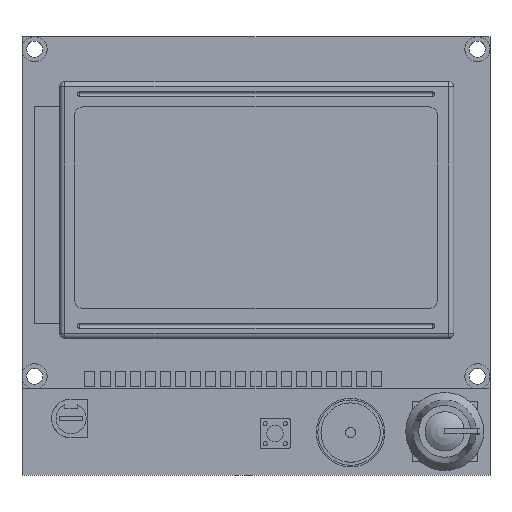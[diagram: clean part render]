
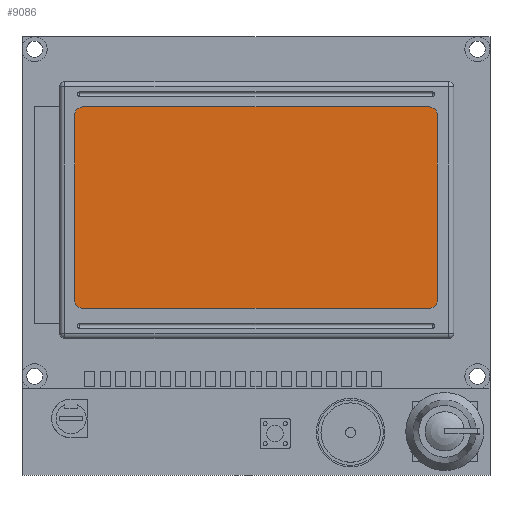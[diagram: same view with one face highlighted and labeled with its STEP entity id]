
A CAD part, top view. The second image highlights one B-rep face of the part: STEP entity #9086.
In plain terms, the highlighted planar face has unit normal (0, 0, 1).
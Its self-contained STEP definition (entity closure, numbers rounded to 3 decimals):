
#221=FACE_OUTER_BOUND('',#749,.T.);
#749=EDGE_LOOP('',(#5974,#5975,#5976,#5977,#5978,#5979,#5980,#5981));
#1337=CIRCLE('',#9606,1.58);
#1338=CIRCLE('',#9609,1.58);
#1339=CIRCLE('',#9612,1.58);
#1340=CIRCLE('',#9615,1.58);
#1574=LINE('',#12884,#2693);
#1577=LINE('',#12892,#2696);
#1580=LINE('',#12900,#2699);
#1583=LINE('',#12907,#2702);
#2693=VECTOR('',#10413,36.839);
#2696=VECTOR('',#10422,68.839);
#2699=VECTOR('',#10431,36.839);
#2702=VECTOR('',#10440,68.839);
#3817=VERTEX_POINT('',#12877);
#3818=VERTEX_POINT('',#12879);
#3819=VERTEX_POINT('',#12883);
#3820=VERTEX_POINT('',#12887);
#3821=VERTEX_POINT('',#12891);
#3822=VERTEX_POINT('',#12895);
#3823=VERTEX_POINT('',#12899);
#3824=VERTEX_POINT('',#12903);
#4671=EDGE_CURVE('',#3818,#3817,#1337,.T.);
#4673=EDGE_CURVE('',#3819,#3818,#1574,.T.);
#4675=EDGE_CURVE('',#3820,#3819,#1338,.T.);
#4677=EDGE_CURVE('',#3821,#3820,#1577,.T.);
#4679=EDGE_CURVE('',#3822,#3821,#1339,.T.);
#4681=EDGE_CURVE('',#3823,#3822,#1580,.T.);
#4683=EDGE_CURVE('',#3824,#3823,#1340,.T.);
#4685=EDGE_CURVE('',#3817,#3824,#1583,.T.);
#5974=ORIENTED_EDGE('',*,*,#4671,.T.);
#5975=ORIENTED_EDGE('',*,*,#4685,.T.);
#5976=ORIENTED_EDGE('',*,*,#4683,.T.);
#5977=ORIENTED_EDGE('',*,*,#4681,.T.);
#5978=ORIENTED_EDGE('',*,*,#4679,.T.);
#5979=ORIENTED_EDGE('',*,*,#4677,.T.);
#5980=ORIENTED_EDGE('',*,*,#4675,.T.);
#5981=ORIENTED_EDGE('',*,*,#4673,.T.);
#8271=PLANE('',#9617);
#9086=ADVANCED_FACE('',(#221),#8271,.T.);
#9606=AXIS2_PLACEMENT_3D('',#12880,#10408,#10409);
#9609=AXIS2_PLACEMENT_3D('',#12888,#10417,#10418);
#9612=AXIS2_PLACEMENT_3D('',#12896,#10426,#10427);
#9615=AXIS2_PLACEMENT_3D('',#12904,#10435,#10436);
#9617=AXIS2_PLACEMENT_3D('',#12908,#10441,#10442);
#10408=DIRECTION('center_axis',(0.,0.,1.));
#10409=DIRECTION('ref_axis',(1.,0.,0.));
#10413=DIRECTION('',(0.,-1.,0.));
#10417=DIRECTION('center_axis',(0.,0.,1.));
#10418=DIRECTION('ref_axis',(1.,0.,0.));
#10422=DIRECTION('',(-1.,0.,0.));
#10426=DIRECTION('center_axis',(0.,0.,1.));
#10427=DIRECTION('ref_axis',(-1.,0.,0.));
#10431=DIRECTION('',(0.,1.,0.));
#10435=DIRECTION('center_axis',(0.,0.,1.));
#10436=DIRECTION('ref_axis',(1.,0.,0.));
#10440=DIRECTION('',(1.,0.,0.));
#10441=DIRECTION('center_axis',(0.,0.,1.));
#10442=DIRECTION('ref_axis',(1.,0.,0.));
#12877=CARTESIAN_POINT('',(-34.42,-10.4,13.3));
#12879=CARTESIAN_POINT('',(-36.,-8.82,13.3));
#12880=CARTESIAN_POINT('Origin',(-34.42,-8.82,13.3));
#12883=CARTESIAN_POINT('',(-36.,28.02,13.3));
#12884=CARTESIAN_POINT('',(-36.,28.02,13.3));
#12887=CARTESIAN_POINT('',(-34.42,29.6,13.3));
#12888=CARTESIAN_POINT('Origin',(-34.42,28.02,13.3));
#12891=CARTESIAN_POINT('',(34.42,29.6,13.3));
#12892=CARTESIAN_POINT('',(34.42,29.6,13.3));
#12895=CARTESIAN_POINT('',(36.,28.02,13.3));
#12896=CARTESIAN_POINT('Origin',(34.42,28.02,13.3));
#12899=CARTESIAN_POINT('',(36.,-8.82,13.3));
#12900=CARTESIAN_POINT('',(36.,-8.82,13.3));
#12903=CARTESIAN_POINT('',(34.42,-10.4,13.3));
#12904=CARTESIAN_POINT('Origin',(34.42,-8.82,13.3));
#12907=CARTESIAN_POINT('',(-34.42,-10.4,13.3));
#12908=CARTESIAN_POINT('Origin',(-34.42,-8.82,13.3));
